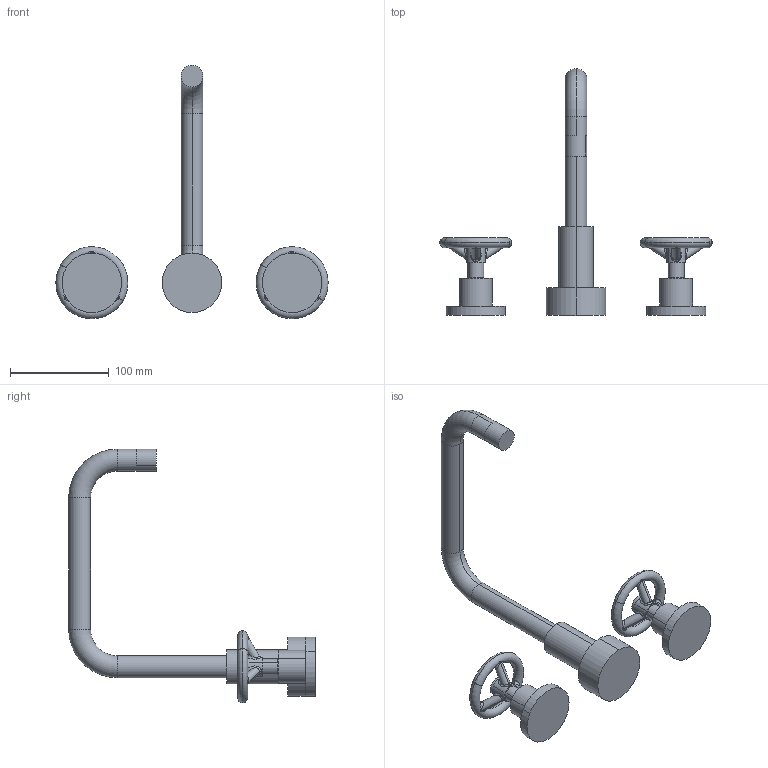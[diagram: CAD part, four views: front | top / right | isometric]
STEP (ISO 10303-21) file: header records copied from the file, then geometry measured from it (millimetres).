
FILE_DESCRIPTION((''),'2;1');
FILE_NAME('3-2956','2021-03-15T12:19:20',('jinson.thomas'),(''),'CREO PARAMETRIC BY PTC INC, 2018400','CREO PARAMETRIC BY PTC INC, 2018400','');
FILE_SCHEMA(('CONFIG_CONTROL_DESIGN'));
Length unit declared in the file: inch
Products named in the file (1): 3-2956
Bounding box: 276.23 x 250.23 x 257.18 mm (x, y, z)
Volume: 457395.2 mm3; surface area: 86948.6 mm2
Topology: 3 solids, 3 shells, 106 faces, 248 edges, 150 vertices
Faces by surface type: cylinder 42, bspline 36, plane 16, torus 12
Entity records: 8062 total; most frequent: CARTESIAN_POINT 5764, ORIENTED_EDGE 496, DIRECTION 442, EDGE_CURVE 248, AXIS2_PLACEMENT_3D 196, VERTEX_POINT 150, CIRCLE 126, EDGE_LOOP 120
